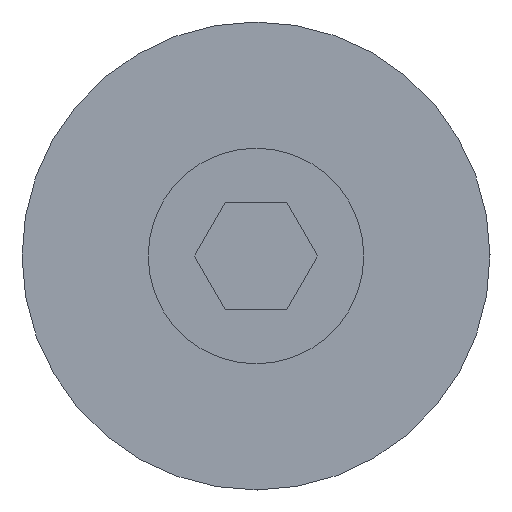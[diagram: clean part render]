
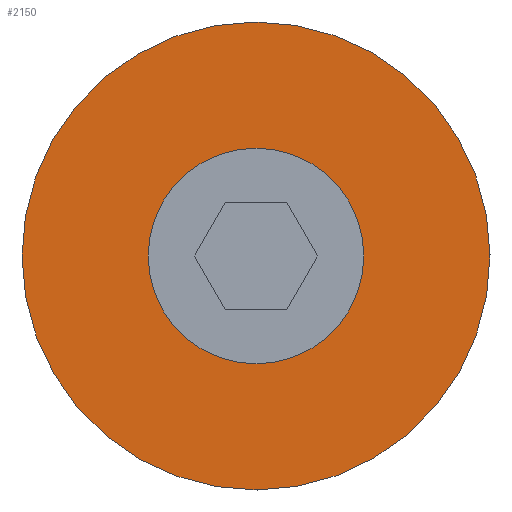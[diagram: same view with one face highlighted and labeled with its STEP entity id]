
A CAD part, left-side view. The second image highlights one B-rep face of the part: STEP entity #2150.
In plain terms, the highlighted face is planar.
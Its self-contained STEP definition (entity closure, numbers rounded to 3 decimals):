
#72=CIRCLE('',#2415,9.);
#74=CIRCLE('',#2418,2.5);
#212=ORIENTED_EDGE('',*,*,#799,.T.);
#213=ORIENTED_EDGE('',*,*,#797,.F.);
#797=EDGE_CURVE('',#1097,#1097,#72,.T.);
#799=EDGE_CURVE('',#1099,#1099,#74,.T.);
#1097=VERTEX_POINT('',#3380);
#1099=VERTEX_POINT('',#3385);
#1718=EDGE_LOOP('',(#212));
#1719=EDGE_LOOP('',(#213));
#1876=FACE_BOUND('',#1718,.T.);
#1877=FACE_BOUND('',#1719,.T.);
#2020=PLANE('',#2417);
#2150=ADVANCED_FACE('',(#1876,#1877),#2020,.F.);
#2415=AXIS2_PLACEMENT_3D('',#3379,#2699,#2700);
#2417=AXIS2_PLACEMENT_3D('',#3383,#2703,#2704);
#2418=AXIS2_PLACEMENT_3D('',#3384,#2705,#2706);
#2699=DIRECTION('',(0.,1.,0.));
#2700=DIRECTION('',(1.,0.,0.));
#2703=DIRECTION('',(0.,1.,0.));
#2704=DIRECTION('',(0.,0.,1.));
#2705=DIRECTION('',(0.,1.,0.));
#2706=DIRECTION('',(1.,0.,0.));
#3379=CARTESIAN_POINT('',(0.,-8.5,0.));
#3380=CARTESIAN_POINT('',(9.,-8.5,0.));
#3383=CARTESIAN_POINT('',(0.,-8.5,0.));
#3384=CARTESIAN_POINT('',(0.,-8.5,0.));
#3385=CARTESIAN_POINT('',(2.5,-8.5,0.));
